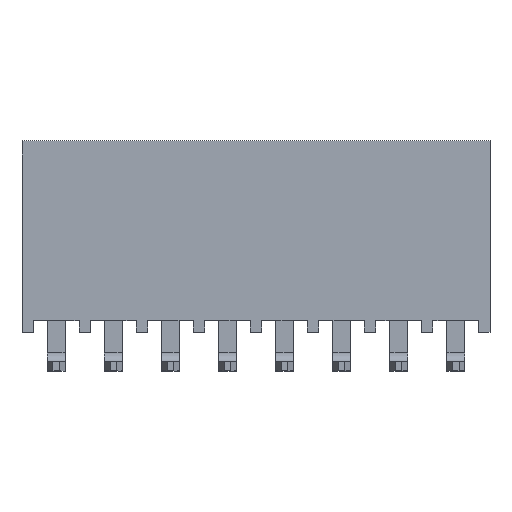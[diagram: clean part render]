
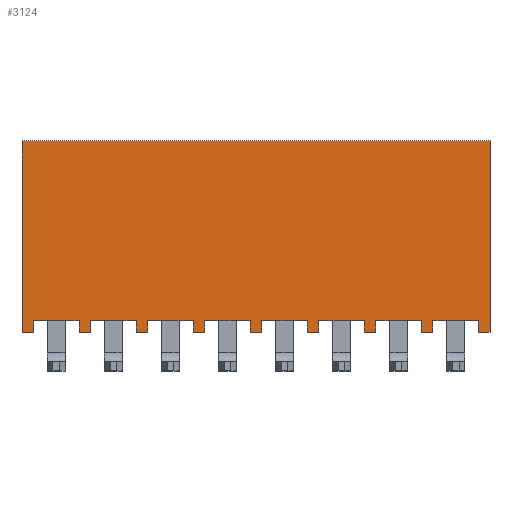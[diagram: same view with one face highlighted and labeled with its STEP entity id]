
A CAD part, top view. The second image highlights one B-rep face of the part: STEP entity #3124.
In plain terms, the highlighted planar face has unit normal (0, 0, 1).
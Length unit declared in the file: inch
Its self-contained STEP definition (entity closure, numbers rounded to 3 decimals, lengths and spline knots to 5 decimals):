
#115=ORIENTED_EDGE('',*,*,#1027,.F.);
#116=ORIENTED_EDGE('',*,*,#1028,.T.);
#117=ORIENTED_EDGE('',*,*,#1029,.F.);
#118=ORIENTED_EDGE('',*,*,#1030,.F.);
#119=ORIENTED_EDGE('',*,*,#1031,.T.);
#120=ORIENTED_EDGE('',*,*,#1032,.T.);
#121=ORIENTED_EDGE('',*,*,#1033,.F.);
#122=ORIENTED_EDGE('',*,*,#1034,.F.);
#123=ORIENTED_EDGE('',*,*,#1035,.F.);
#124=ORIENTED_EDGE('',*,*,#1036,.T.);
#125=ORIENTED_EDGE('',*,*,#1037,.F.);
#126=ORIENTED_EDGE('',*,*,#1038,.F.);
#127=ORIENTED_EDGE('',*,*,#1039,.F.);
#128=ORIENTED_EDGE('',*,*,#1040,.T.);
#129=ORIENTED_EDGE('',*,*,#1041,.F.);
#130=ORIENTED_EDGE('',*,*,#1042,.F.);
#131=ORIENTED_EDGE('',*,*,#1043,.F.);
#132=ORIENTED_EDGE('',*,*,#1044,.T.);
#133=ORIENTED_EDGE('',*,*,#1045,.F.);
#134=ORIENTED_EDGE('',*,*,#1046,.F.);
#135=ORIENTED_EDGE('',*,*,#1047,.F.);
#136=ORIENTED_EDGE('',*,*,#1048,.T.);
#137=ORIENTED_EDGE('',*,*,#1049,.F.);
#138=ORIENTED_EDGE('',*,*,#1050,.F.);
#139=ORIENTED_EDGE('',*,*,#1051,.F.);
#140=ORIENTED_EDGE('',*,*,#1052,.T.);
#141=ORIENTED_EDGE('',*,*,#1053,.F.);
#142=ORIENTED_EDGE('',*,*,#1054,.F.);
#143=ORIENTED_EDGE('',*,*,#1055,.F.);
#144=ORIENTED_EDGE('',*,*,#1056,.T.);
#145=ORIENTED_EDGE('',*,*,#1057,.F.);
#146=ORIENTED_EDGE('',*,*,#1058,.F.);
#147=ORIENTED_EDGE('',*,*,#1059,.F.);
#148=ORIENTED_EDGE('',*,*,#1060,.T.);
#149=ORIENTED_EDGE('',*,*,#1061,.F.);
#150=ORIENTED_EDGE('',*,*,#1062,.F.);
#1027=EDGE_CURVE('',#1483,#1484,#1787,.T.);
#1028=EDGE_CURVE('',#1483,#1485,#1788,.T.);
#1029=EDGE_CURVE('',#1486,#1485,#1789,.T.);
#1030=EDGE_CURVE('',#1487,#1486,#1790,.T.);
#1031=EDGE_CURVE('',#1487,#1488,#1791,.T.);
#1032=EDGE_CURVE('',#1488,#1489,#1792,.T.);
#1033=EDGE_CURVE('',#1490,#1489,#1793,.T.);
#1034=EDGE_CURVE('',#1491,#1490,#1794,.T.);
#1035=EDGE_CURVE('',#1492,#1491,#1795,.T.);
#1036=EDGE_CURVE('',#1492,#1493,#1796,.T.);
#1037=EDGE_CURVE('',#1494,#1493,#1797,.T.);
#1038=EDGE_CURVE('',#1495,#1494,#1798,.T.);
#1039=EDGE_CURVE('',#1496,#1495,#1799,.T.);
#1040=EDGE_CURVE('',#1496,#1497,#1800,.T.);
#1041=EDGE_CURVE('',#1498,#1497,#1801,.T.);
#1042=EDGE_CURVE('',#1499,#1498,#1802,.T.);
#1043=EDGE_CURVE('',#1500,#1499,#1803,.T.);
#1044=EDGE_CURVE('',#1500,#1501,#1804,.T.);
#1045=EDGE_CURVE('',#1502,#1501,#1805,.T.);
#1046=EDGE_CURVE('',#1503,#1502,#1806,.T.);
#1047=EDGE_CURVE('',#1504,#1503,#1807,.T.);
#1048=EDGE_CURVE('',#1504,#1505,#1808,.T.);
#1049=EDGE_CURVE('',#1506,#1505,#1809,.T.);
#1050=EDGE_CURVE('',#1507,#1506,#1810,.T.);
#1051=EDGE_CURVE('',#1508,#1507,#1811,.T.);
#1052=EDGE_CURVE('',#1508,#1509,#1812,.T.);
#1053=EDGE_CURVE('',#1510,#1509,#1813,.T.);
#1054=EDGE_CURVE('',#1511,#1510,#1814,.T.);
#1055=EDGE_CURVE('',#1512,#1511,#1815,.T.);
#1056=EDGE_CURVE('',#1512,#1513,#1816,.T.);
#1057=EDGE_CURVE('',#1514,#1513,#1817,.T.);
#1058=EDGE_CURVE('',#1515,#1514,#1818,.T.);
#1059=EDGE_CURVE('',#1516,#1515,#1819,.T.);
#1060=EDGE_CURVE('',#1516,#1517,#1820,.T.);
#1061=EDGE_CURVE('',#1518,#1517,#1821,.T.);
#1062=EDGE_CURVE('',#1484,#1518,#1822,.T.);
#1483=VERTEX_POINT('',#4409);
#1484=VERTEX_POINT('',#4410);
#1485=VERTEX_POINT('',#4412);
#1486=VERTEX_POINT('',#4414);
#1487=VERTEX_POINT('',#4416);
#1488=VERTEX_POINT('',#4418);
#1489=VERTEX_POINT('',#4420);
#1490=VERTEX_POINT('',#4422);
#1491=VERTEX_POINT('',#4424);
#1492=VERTEX_POINT('',#4426);
#1493=VERTEX_POINT('',#4428);
#1494=VERTEX_POINT('',#4430);
#1495=VERTEX_POINT('',#4432);
#1496=VERTEX_POINT('',#4434);
#1497=VERTEX_POINT('',#4436);
#1498=VERTEX_POINT('',#4438);
#1499=VERTEX_POINT('',#4440);
#1500=VERTEX_POINT('',#4442);
#1501=VERTEX_POINT('',#4444);
#1502=VERTEX_POINT('',#4446);
#1503=VERTEX_POINT('',#4448);
#1504=VERTEX_POINT('',#4450);
#1505=VERTEX_POINT('',#4452);
#1506=VERTEX_POINT('',#4454);
#1507=VERTEX_POINT('',#4456);
#1508=VERTEX_POINT('',#4458);
#1509=VERTEX_POINT('',#4460);
#1510=VERTEX_POINT('',#4462);
#1511=VERTEX_POINT('',#4464);
#1512=VERTEX_POINT('',#4466);
#1513=VERTEX_POINT('',#4468);
#1514=VERTEX_POINT('',#4470);
#1515=VERTEX_POINT('',#4472);
#1516=VERTEX_POINT('',#4474);
#1517=VERTEX_POINT('',#4476);
#1518=VERTEX_POINT('',#4478);
#1787=LINE('',#4408,#2211);
#1788=LINE('',#4411,#2212);
#1789=LINE('',#4413,#2213);
#1790=LINE('',#4415,#2214);
#1791=LINE('',#4417,#2215);
#1792=LINE('',#4419,#2216);
#1793=LINE('',#4421,#2217);
#1794=LINE('',#4423,#2218);
#1795=LINE('',#4425,#2219);
#1796=LINE('',#4427,#2220);
#1797=LINE('',#4429,#2221);
#1798=LINE('',#4431,#2222);
#1799=LINE('',#4433,#2223);
#1800=LINE('',#4435,#2224);
#1801=LINE('',#4437,#2225);
#1802=LINE('',#4439,#2226);
#1803=LINE('',#4441,#2227);
#1804=LINE('',#4443,#2228);
#1805=LINE('',#4445,#2229);
#1806=LINE('',#4447,#2230);
#1807=LINE('',#4449,#2231);
#1808=LINE('',#4451,#2232);
#1809=LINE('',#4453,#2233);
#1810=LINE('',#4455,#2234);
#1811=LINE('',#4457,#2235);
#1812=LINE('',#4459,#2236);
#1813=LINE('',#4461,#2237);
#1814=LINE('',#4463,#2238);
#1815=LINE('',#4465,#2239);
#1816=LINE('',#4467,#2240);
#1817=LINE('',#4469,#2241);
#1818=LINE('',#4471,#2242);
#1819=LINE('',#4473,#2243);
#1820=LINE('',#4475,#2244);
#1821=LINE('',#4477,#2245);
#1822=LINE('',#4479,#2246);
#2211=VECTOR('',#3553,39.37008);
#2212=VECTOR('',#3554,39.37008);
#2213=VECTOR('',#3555,39.37008);
#2214=VECTOR('',#3556,39.37008);
#2215=VECTOR('',#3557,39.37008);
#2216=VECTOR('',#3558,39.37008);
#2217=VECTOR('',#3559,39.37008);
#2218=VECTOR('',#3560,39.37008);
#2219=VECTOR('',#3561,39.37008);
#2220=VECTOR('',#3562,39.37008);
#2221=VECTOR('',#3563,39.37008);
#2222=VECTOR('',#3564,39.37008);
#2223=VECTOR('',#3565,39.37008);
#2224=VECTOR('',#3566,39.37008);
#2225=VECTOR('',#3567,39.37008);
#2226=VECTOR('',#3568,39.37008);
#2227=VECTOR('',#3569,39.37008);
#2228=VECTOR('',#3570,39.37008);
#2229=VECTOR('',#3571,39.37008);
#2230=VECTOR('',#3572,39.37008);
#2231=VECTOR('',#3573,39.37008);
#2232=VECTOR('',#3574,39.37008);
#2233=VECTOR('',#3575,39.37008);
#2234=VECTOR('',#3576,39.37008);
#2235=VECTOR('',#3577,39.37008);
#2236=VECTOR('',#3578,39.37008);
#2237=VECTOR('',#3579,39.37008);
#2238=VECTOR('',#3580,39.37008);
#2239=VECTOR('',#3581,39.37008);
#2240=VECTOR('',#3582,39.37008);
#2241=VECTOR('',#3583,39.37008);
#2242=VECTOR('',#3584,39.37008);
#2243=VECTOR('',#3585,39.37008);
#2244=VECTOR('',#3586,39.37008);
#2245=VECTOR('',#3587,39.37008);
#2246=VECTOR('',#3588,39.37008);
#2600=EDGE_LOOP('',(#115,#116,#117,#118,#119,#120,#121,#122,#123,#124,#125,
#126,#127,#128,#129,#130,#131,#132,#133,#134,#135,#136,#137,#138,#139,#140,
#141,#142,#143,#144,#145,#146,#147,#148,#149,#150));
#2788=FACE_BOUND('',#2600,.T.);
#2976=PLANE('',#3314);
#3124=ADVANCED_FACE('',(#2788),#2976,.F.);
#3314=AXIS2_PLACEMENT_3D('',#4407,#3551,#3552);
#3551=DIRECTION('',(0.,0.,-1.));
#3552=DIRECTION('',(-1.,0.,0.));
#3553=DIRECTION('',(0.,1.,0.));
#3554=DIRECTION('',(1.,0.,0.));
#3555=DIRECTION('',(0.,-1.,0.));
#3556=DIRECTION('',(1.,0.,0.));
#3557=DIRECTION('',(0.,-1.,0.));
#3558=DIRECTION('',(1.,0.,0.));
#3559=DIRECTION('',(0.,-1.,0.));
#3560=DIRECTION('',(-1.,0.,0.));
#3561=DIRECTION('',(0.,1.,0.));
#3562=DIRECTION('',(1.,0.,0.));
#3563=DIRECTION('',(0.,-1.,0.));
#3564=DIRECTION('',(-1.,0.,0.));
#3565=DIRECTION('',(0.,1.,0.));
#3566=DIRECTION('',(1.,0.,0.));
#3567=DIRECTION('',(0.,-1.,0.));
#3568=DIRECTION('',(-1.,0.,0.));
#3569=DIRECTION('',(0.,1.,0.));
#3570=DIRECTION('',(1.,0.,0.));
#3571=DIRECTION('',(0.,-1.,0.));
#3572=DIRECTION('',(-1.,0.,0.));
#3573=DIRECTION('',(0.,1.,0.));
#3574=DIRECTION('',(1.,0.,0.));
#3575=DIRECTION('',(0.,-1.,0.));
#3576=DIRECTION('',(-1.,0.,0.));
#3577=DIRECTION('',(0.,1.,0.));
#3578=DIRECTION('',(1.,0.,0.));
#3579=DIRECTION('',(0.,-1.,0.));
#3580=DIRECTION('',(-1.,0.,0.));
#3581=DIRECTION('',(0.,1.,0.));
#3582=DIRECTION('',(1.,0.,0.));
#3583=DIRECTION('',(0.,-1.,0.));
#3584=DIRECTION('',(-1.,0.,0.));
#3585=DIRECTION('',(0.,1.,0.));
#3586=DIRECTION('',(1.,0.,0.));
#3587=DIRECTION('',(0.,-1.,0.));
#3588=DIRECTION('',(-1.,0.,0.));
#4407=CARTESIAN_POINT('',(-0.41,0.335,0.0475));
#4408=CARTESIAN_POINT('',(0.39,0.335,0.0475));
#4409=CARTESIAN_POINT('',(0.39,0.,0.0475));
#4410=CARTESIAN_POINT('',(0.39,0.02,0.0475));
#4411=CARTESIAN_POINT('',(-0.41,0.,0.0475));
#4412=CARTESIAN_POINT('',(0.41,0.,0.0475));
#4413=CARTESIAN_POINT('',(0.41,0.335,0.0475));
#4414=CARTESIAN_POINT('',(0.41,0.335,0.0475));
#4415=CARTESIAN_POINT('',(-0.41,0.335,0.0475));
#4416=CARTESIAN_POINT('',(-0.41,0.335,0.0475));
#4417=CARTESIAN_POINT('',(-0.41,0.335,0.0475));
#4418=CARTESIAN_POINT('',(-0.41,0.,0.0475));
#4419=CARTESIAN_POINT('',(-0.41,0.,0.0475));
#4420=CARTESIAN_POINT('',(-0.39,0.,0.0475));
#4421=CARTESIAN_POINT('',(-0.39,0.335,0.0475));
#4422=CARTESIAN_POINT('',(-0.39,0.02,0.0475));
#4423=CARTESIAN_POINT('',(-0.41,0.02,0.0475));
#4424=CARTESIAN_POINT('',(-0.31,0.02,0.0475));
#4425=CARTESIAN_POINT('',(-0.31,0.335,0.0475));
#4426=CARTESIAN_POINT('',(-0.31,0.,0.0475));
#4427=CARTESIAN_POINT('',(-0.41,0.,0.0475));
#4428=CARTESIAN_POINT('',(-0.29,0.,0.0475));
#4429=CARTESIAN_POINT('',(-0.29,0.335,0.0475));
#4430=CARTESIAN_POINT('',(-0.29,0.02,0.0475));
#4431=CARTESIAN_POINT('',(-0.41,0.02,0.0475));
#4432=CARTESIAN_POINT('',(-0.21,0.02,0.0475));
#4433=CARTESIAN_POINT('',(-0.21,0.335,0.0475));
#4434=CARTESIAN_POINT('',(-0.21,0.,0.0475));
#4435=CARTESIAN_POINT('',(-0.41,0.,0.0475));
#4436=CARTESIAN_POINT('',(-0.19,0.,0.0475));
#4437=CARTESIAN_POINT('',(-0.19,0.335,0.0475));
#4438=CARTESIAN_POINT('',(-0.19,0.02,0.0475));
#4439=CARTESIAN_POINT('',(-0.41,0.02,0.0475));
#4440=CARTESIAN_POINT('',(-0.11,0.02,0.0475));
#4441=CARTESIAN_POINT('',(-0.11,0.335,0.0475));
#4442=CARTESIAN_POINT('',(-0.11,0.,0.0475));
#4443=CARTESIAN_POINT('',(-0.41,0.,0.0475));
#4444=CARTESIAN_POINT('',(-0.09,0.,0.0475));
#4445=CARTESIAN_POINT('',(-0.09,0.335,0.0475));
#4446=CARTESIAN_POINT('',(-0.09,0.02,0.0475));
#4447=CARTESIAN_POINT('',(-0.41,0.02,0.0475));
#4448=CARTESIAN_POINT('',(-0.01,0.02,0.0475));
#4449=CARTESIAN_POINT('',(-0.01,0.335,0.0475));
#4450=CARTESIAN_POINT('',(-0.01,0.,0.0475));
#4451=CARTESIAN_POINT('',(-0.41,0.,0.0475));
#4452=CARTESIAN_POINT('',(0.01,0.,0.0475));
#4453=CARTESIAN_POINT('',(0.01,0.335,0.0475));
#4454=CARTESIAN_POINT('',(0.01,0.02,0.0475));
#4455=CARTESIAN_POINT('',(-0.41,0.02,0.0475));
#4456=CARTESIAN_POINT('',(0.09,0.02,0.0475));
#4457=CARTESIAN_POINT('',(0.09,0.335,0.0475));
#4458=CARTESIAN_POINT('',(0.09,0.,0.0475));
#4459=CARTESIAN_POINT('',(-0.41,0.,0.0475));
#4460=CARTESIAN_POINT('',(0.11,0.,0.0475));
#4461=CARTESIAN_POINT('',(0.11,0.335,0.0475));
#4462=CARTESIAN_POINT('',(0.11,0.02,0.0475));
#4463=CARTESIAN_POINT('',(-0.41,0.02,0.0475));
#4464=CARTESIAN_POINT('',(0.19,0.02,0.0475));
#4465=CARTESIAN_POINT('',(0.19,0.335,0.0475));
#4466=CARTESIAN_POINT('',(0.19,0.,0.0475));
#4467=CARTESIAN_POINT('',(-0.41,0.,0.0475));
#4468=CARTESIAN_POINT('',(0.21,0.,0.0475));
#4469=CARTESIAN_POINT('',(0.21,0.335,0.0475));
#4470=CARTESIAN_POINT('',(0.21,0.02,0.0475));
#4471=CARTESIAN_POINT('',(-0.41,0.02,0.0475));
#4472=CARTESIAN_POINT('',(0.29,0.02,0.0475));
#4473=CARTESIAN_POINT('',(0.29,0.335,0.0475));
#4474=CARTESIAN_POINT('',(0.29,0.,0.0475));
#4475=CARTESIAN_POINT('',(-0.41,0.,0.0475));
#4476=CARTESIAN_POINT('',(0.31,0.,0.0475));
#4477=CARTESIAN_POINT('',(0.31,0.335,0.0475));
#4478=CARTESIAN_POINT('',(0.31,0.02,0.0475));
#4479=CARTESIAN_POINT('',(-0.41,0.02,0.0475));
